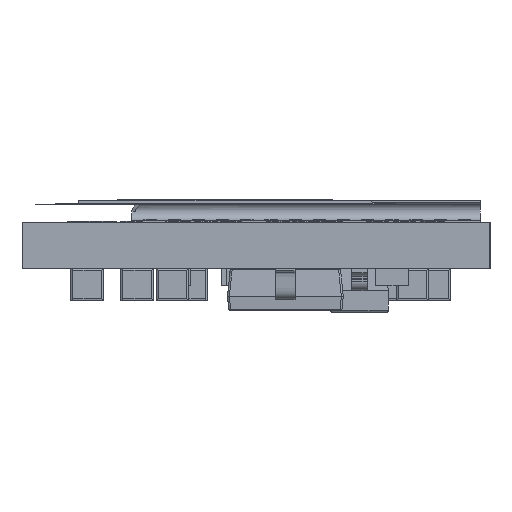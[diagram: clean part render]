
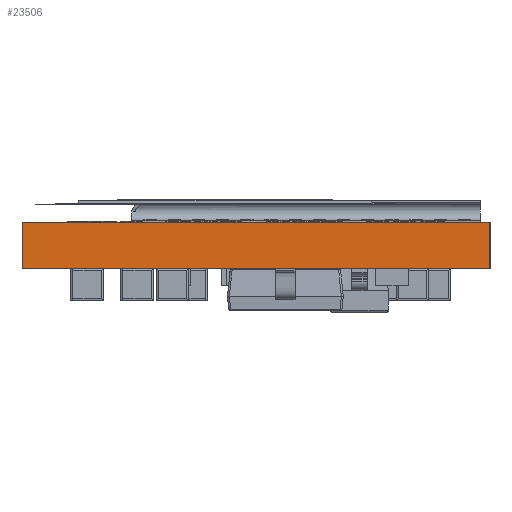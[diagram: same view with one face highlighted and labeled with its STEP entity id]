
A CAD part, left-side view. The second image highlights one B-rep face of the part: STEP entity #23506.
In plain terms, the highlighted planar face has unit normal (-1, 0, 0).
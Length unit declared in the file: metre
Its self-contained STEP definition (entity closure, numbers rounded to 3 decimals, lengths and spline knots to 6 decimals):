
#1644=PLANE('',#31162);
#4321=LINE('',#47903,#7007);
#4326=LINE('',#47913,#7012);
#4328=LINE('',#47917,#7014);
#4329=LINE('',#47918,#7015);
#7007=VECTOR('',#36074,1.);
#7012=VECTOR('',#36083,1.);
#7014=VECTOR('',#36087,1.);
#7015=VECTOR('',#36088,1.);
#12528=ORIENTED_EDGE('',*,*,#16290,.F.);
#12529=ORIENTED_EDGE('',*,*,#16283,.F.);
#12530=ORIENTED_EDGE('',*,*,#16291,.T.);
#12531=ORIENTED_EDGE('',*,*,#16288,.T.);
#16283=EDGE_CURVE('',#18389,#18387,#4321,.T.);
#16288=EDGE_CURVE('',#18393,#18392,#4326,.T.);
#16290=EDGE_CURVE('',#18387,#18392,#4328,.T.);
#16291=EDGE_CURVE('',#18389,#18393,#4329,.T.);
#18387=VERTEX_POINT('',#47898);
#18389=VERTEX_POINT('',#47902);
#18392=VERTEX_POINT('',#47912);
#18393=VERTEX_POINT('',#47914);
#19690=EDGE_LOOP('',(#12528,#12529,#12530,#12531));
#21086=FACE_BOUND('',#19690,.T.);
#23506=ADVANCED_FACE('',(#21086),#1644,.T.);
#31162=AXIS2_PLACEMENT_3D('',#47916,#36085,#36086);
#36074=DIRECTION('',(0.,0.,-1.));
#36083=DIRECTION('',(0.,0.,-1.));
#36085=DIRECTION('',(-1.,0.,0.));
#36086=DIRECTION('',(0.,0.,1.));
#36087=DIRECTION('',(0.,1.,0.));
#36088=DIRECTION('',(0.,1.,0.));
#47898=CARTESIAN_POINT('',(-0.018974,-0.006058,0.));
#47902=CARTESIAN_POINT('',(-0.018974,-0.006058,0.001194));
#47903=CARTESIAN_POINT('',(-0.018974,-0.006058,0.001194));
#47912=CARTESIAN_POINT('',(-0.018974,0.006058,0.));
#47913=CARTESIAN_POINT('',(-0.018974,0.006058,0.001194));
#47914=CARTESIAN_POINT('',(-0.018974,0.006058,0.001194));
#47916=CARTESIAN_POINT('',(-0.018974,-0.006058,0.001194));
#47917=CARTESIAN_POINT('',(-0.018974,-0.006058,0.));
#47918=CARTESIAN_POINT('',(-0.018974,-0.006058,0.001194));
